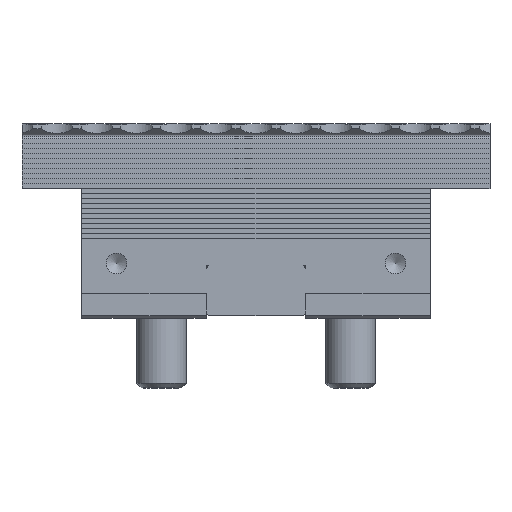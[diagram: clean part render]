
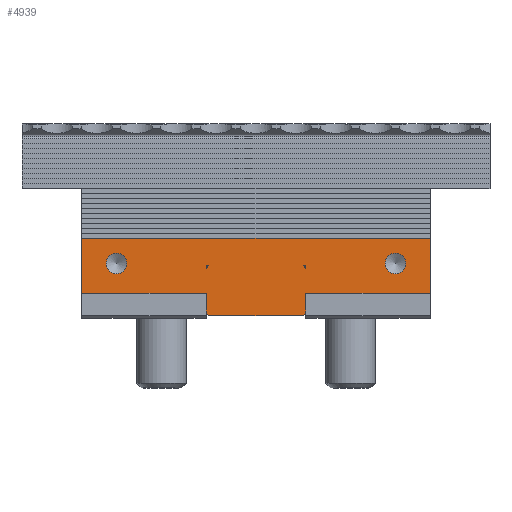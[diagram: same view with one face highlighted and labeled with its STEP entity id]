
A CAD part, top view. The second image highlights one B-rep face of the part: STEP entity #4939.
In plain terms, the highlighted planar face has unit normal (0, 0, 1).
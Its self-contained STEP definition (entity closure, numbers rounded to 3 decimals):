
#147=FACE_BOUND('',#724,.T.);
#148=FACE_BOUND('',#725,.T.);
#149=FACE_BOUND('',#726,.T.);
#150=FACE_BOUND('',#727,.T.);
#234=PLANE('',#5364);
#459=FACE_OUTER_BOUND('',#723,.T.);
#723=EDGE_LOOP('',(#3770,#3771,#3772,#3773,#3774,#3775,#3776,#3777,#3778,
#3779));
#724=EDGE_LOOP('',(#3780,#3781,#3782));
#725=EDGE_LOOP('',(#3783));
#726=EDGE_LOOP('',(#3784));
#727=EDGE_LOOP('',(#3785,#3786,#3787));
#1080=LINE('',#7705,#1562);
#1081=LINE('',#7707,#1563);
#1082=LINE('',#7709,#1564);
#1083=LINE('',#7711,#1565);
#1084=LINE('',#7713,#1566);
#1085=LINE('',#7715,#1567);
#1086=LINE('',#7717,#1568);
#1087=LINE('',#7719,#1569);
#1088=LINE('',#7721,#1570);
#1089=LINE('',#7722,#1571);
#1090=LINE('',#7725,#1572);
#1091=LINE('',#7727,#1573);
#1092=LINE('',#7728,#1574);
#1093=LINE('',#7731,#1575);
#1094=LINE('',#7733,#1576);
#1095=LINE('',#7734,#1577);
#1562=VECTOR('',#6299,10.);
#1563=VECTOR('',#6300,10.);
#1564=VECTOR('',#6301,10.);
#1565=VECTOR('',#6302,10.);
#1566=VECTOR('',#6303,10.);
#1567=VECTOR('',#6304,10.);
#1568=VECTOR('',#6305,10.);
#1569=VECTOR('',#6306,10.);
#1570=VECTOR('',#6307,10.);
#1571=VECTOR('',#6308,10.);
#1572=VECTOR('',#6309,10.);
#1573=VECTOR('',#6310,10.);
#1574=VECTOR('',#6311,10.);
#1575=VECTOR('',#6312,10.);
#1576=VECTOR('',#6313,10.);
#1577=VECTOR('',#6314,10.);
#1861=CIRCLE('',#5170,2.067);
#1863=CIRCLE('',#5174,2.067);
#2014=VERTEX_POINT('',#7138);
#2017=VERTEX_POINT('',#7147);
#2214=VERTEX_POINT('',#7703);
#2215=VERTEX_POINT('',#7704);
#2216=VERTEX_POINT('',#7706);
#2217=VERTEX_POINT('',#7708);
#2218=VERTEX_POINT('',#7710);
#2219=VERTEX_POINT('',#7712);
#2220=VERTEX_POINT('',#7714);
#2221=VERTEX_POINT('',#7716);
#2222=VERTEX_POINT('',#7718);
#2223=VERTEX_POINT('',#7720);
#2224=VERTEX_POINT('',#7723);
#2225=VERTEX_POINT('',#7724);
#2226=VERTEX_POINT('',#7726);
#2227=VERTEX_POINT('',#7729);
#2228=VERTEX_POINT('',#7730);
#2229=VERTEX_POINT('',#7732);
#2508=EDGE_CURVE('',#2014,#2014,#1861,.T.);
#2512=EDGE_CURVE('',#2017,#2017,#1863,.T.);
#2788=EDGE_CURVE('',#2214,#2215,#1080,.T.);
#2789=EDGE_CURVE('',#2216,#2214,#1081,.T.);
#2790=EDGE_CURVE('',#2216,#2217,#1082,.T.);
#2791=EDGE_CURVE('',#2218,#2217,#1083,.T.);
#2792=EDGE_CURVE('',#2219,#2218,#1084,.T.);
#2793=EDGE_CURVE('',#2219,#2220,#1085,.T.);
#2794=EDGE_CURVE('',#2221,#2220,#1086,.T.);
#2795=EDGE_CURVE('',#2221,#2222,#1087,.T.);
#2796=EDGE_CURVE('',#2223,#2222,#1088,.T.);
#2797=EDGE_CURVE('',#2223,#2215,#1089,.T.);
#2798=EDGE_CURVE('',#2224,#2225,#1090,.T.);
#2799=EDGE_CURVE('',#2226,#2224,#1091,.T.);
#2800=EDGE_CURVE('',#2225,#2226,#1092,.T.);
#2801=EDGE_CURVE('',#2227,#2228,#1093,.T.);
#2802=EDGE_CURVE('',#2229,#2227,#1094,.T.);
#2803=EDGE_CURVE('',#2228,#2229,#1095,.T.);
#3770=ORIENTED_EDGE('',*,*,#2788,.F.);
#3771=ORIENTED_EDGE('',*,*,#2789,.F.);
#3772=ORIENTED_EDGE('',*,*,#2790,.T.);
#3773=ORIENTED_EDGE('',*,*,#2791,.F.);
#3774=ORIENTED_EDGE('',*,*,#2792,.F.);
#3775=ORIENTED_EDGE('',*,*,#2793,.T.);
#3776=ORIENTED_EDGE('',*,*,#2794,.F.);
#3777=ORIENTED_EDGE('',*,*,#2795,.T.);
#3778=ORIENTED_EDGE('',*,*,#2796,.F.);
#3779=ORIENTED_EDGE('',*,*,#2797,.T.);
#3780=ORIENTED_EDGE('',*,*,#2798,.F.);
#3781=ORIENTED_EDGE('',*,*,#2799,.F.);
#3782=ORIENTED_EDGE('',*,*,#2800,.F.);
#3783=ORIENTED_EDGE('',*,*,#2512,.T.);
#3784=ORIENTED_EDGE('',*,*,#2508,.T.);
#3785=ORIENTED_EDGE('',*,*,#2801,.F.);
#3786=ORIENTED_EDGE('',*,*,#2802,.F.);
#3787=ORIENTED_EDGE('',*,*,#2803,.F.);
#4939=ADVANCED_FACE('',(#459,#147,#148,#149,#150),#234,.T.);
#5170=AXIS2_PLACEMENT_3D('',#7139,#5739,#5740);
#5174=AXIS2_PLACEMENT_3D('',#7148,#5749,#5750);
#5364=AXIS2_PLACEMENT_3D('',#7702,#6297,#6298);
#5739=DIRECTION('center_axis',(0.,0.,-1.));
#5740=DIRECTION('ref_axis',(1.,0.,0.));
#5749=DIRECTION('center_axis',(0.,0.,-1.));
#5750=DIRECTION('ref_axis',(1.,0.,0.));
#6297=DIRECTION('center_axis',(0.,0.,1.));
#6298=DIRECTION('ref_axis',(1.,0.,0.));
#6299=DIRECTION('',(-1.,0.,0.));
#6300=DIRECTION('',(0.,-1.,0.));
#6301=DIRECTION('',(-1.,0.,0.));
#6302=DIRECTION('',(0.,1.,0.));
#6303=DIRECTION('',(-1.,0.,0.));
#6304=DIRECTION('',(0.,-1.,0.));
#6305=DIRECTION('',(-0.707,0.707,0.));
#6306=DIRECTION('',(1.,0.,0.));
#6307=DIRECTION('',(-0.707,-0.707,0.));
#6308=DIRECTION('',(0.,1.,0.));
#6309=DIRECTION('',(-1.,0.,0.));
#6310=DIRECTION('',(0.,1.,0.));
#6311=DIRECTION('',(0.707,-0.707,0.));
#6312=DIRECTION('',(0.707,0.707,0.));
#6313=DIRECTION('',(0.,-1.,0.));
#6314=DIRECTION('',(-1.,0.,0.));
#7138=CARTESIAN_POINT('',(5.642,-20.466,40.));
#7139=CARTESIAN_POINT('Origin',(7.709,-20.466,40.));
#7147=CARTESIAN_POINT('',(-50.358,-20.466,40.));
#7148=CARTESIAN_POINT('Origin',(-48.291,-20.466,40.));
#7702=CARTESIAN_POINT('Origin',(2.385,-0.538,40.));
#7703=CARTESIAN_POINT('',(14.709,-26.466,40.));
#7704=CARTESIAN_POINT('',(-10.291,-26.466,40.));
#7705=CARTESIAN_POINT('',(-10.291,-26.466,40.));
#7706=CARTESIAN_POINT('',(14.709,-15.466,40.));
#7707=CARTESIAN_POINT('',(14.709,-26.466,40.));
#7708=CARTESIAN_POINT('',(-55.291,-15.466,40.));
#7709=CARTESIAN_POINT('',(14.547,-15.466,40.));
#7710=CARTESIAN_POINT('',(-55.291,-26.466,40.));
#7711=CARTESIAN_POINT('',(-55.291,-10.538,40.));
#7712=CARTESIAN_POINT('',(-30.291,-26.466,40.));
#7713=CARTESIAN_POINT('',(-55.291,-26.466,40.));
#7714=CARTESIAN_POINT('',(-30.291,-30.466,40.));
#7715=CARTESIAN_POINT('',(-30.291,-20.966,40.));
#7716=CARTESIAN_POINT('',(-29.791,-30.966,40.));
#7717=CARTESIAN_POINT('',(-28.791,-31.966,40.));
#7718=CARTESIAN_POINT('',(-10.791,-30.966,40.));
#7719=CARTESIAN_POINT('',(-30.291,-30.966,40.));
#7720=CARTESIAN_POINT('',(-10.291,-30.466,40.));
#7721=CARTESIAN_POINT('',(-11.791,-31.966,40.));
#7722=CARTESIAN_POINT('',(-10.291,-30.966,40.));
#7723=CARTESIAN_POINT('',(-10.291,-20.966,40.));
#7724=CARTESIAN_POINT('',(-10.791,-20.966,40.));
#7725=CARTESIAN_POINT('',(-30.291,-20.966,40.));
#7726=CARTESIAN_POINT('',(-10.291,-21.466,40.));
#7727=CARTESIAN_POINT('',(-10.291,-20.966,40.));
#7728=CARTESIAN_POINT('',(-11.791,-19.966,40.));
#7729=CARTESIAN_POINT('',(-30.291,-21.466,40.));
#7730=CARTESIAN_POINT('',(-29.791,-20.966,40.));
#7731=CARTESIAN_POINT('',(-28.791,-19.966,40.));
#7732=CARTESIAN_POINT('',(-30.291,-20.966,40.));
#7733=CARTESIAN_POINT('',(-30.291,-26.466,40.));
#7734=CARTESIAN_POINT('',(-30.291,-20.966,40.));
